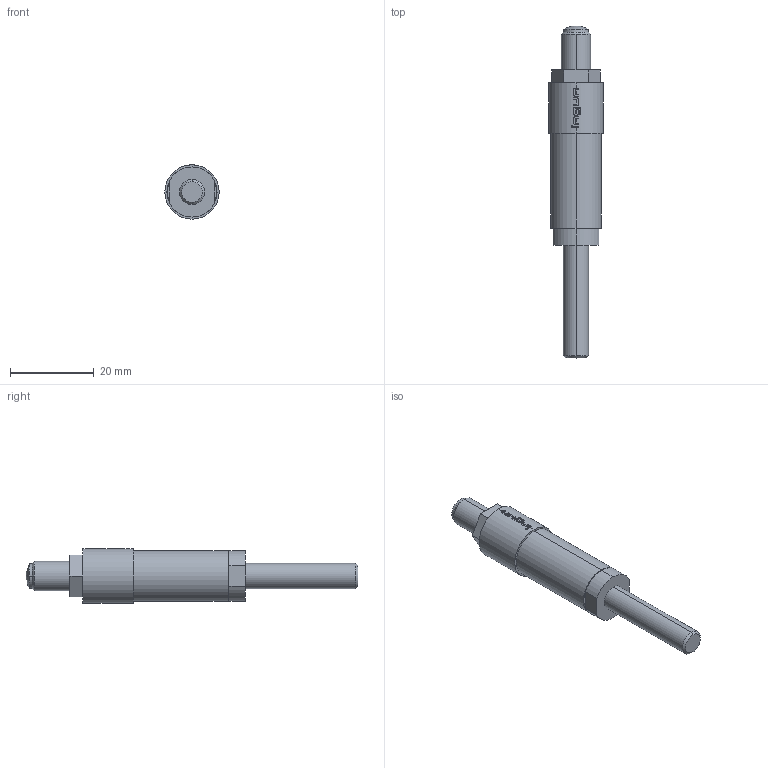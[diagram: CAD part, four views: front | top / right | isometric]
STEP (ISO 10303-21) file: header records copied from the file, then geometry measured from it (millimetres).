
FILE_DESCRIPTION (( 'STEP AP203' ), '1' );
FILE_NAME ('INGUN_HSS-2513.STEP', '2022-02-01T12:46:01', ( 'ochi' ), ( '' ), 'SwSTEP 2.0', 'SolidWorks 2018', '' );
FILE_SCHEMA (( 'CONFIG_CONTROL_DESIGN' ));
Length unit declared in the file: millimetre
Products named in the file (1): INGUN_HSS-2513
Bounding box: 13 x 79.5 x 13 mm (x, y, z)
Volume: 6026.7 mm3; surface area: 2586.4 mm2
Topology: 1 solids, 1 shells, 120 faces, 327 edges, 214 vertices
Faces by surface type: plane 55, cylinder 30, bspline 22, cone 11, sphere 2
Entity records: 4181 total; most frequent: CARTESIAN_POINT 1202, ORIENTED_EDGE 654, DIRECTION 550, EDGE_CURVE 327, AXIS2_PLACEMENT_3D 214, VERTEX_POINT 214, EDGE_LOOP 125, LINE 122
